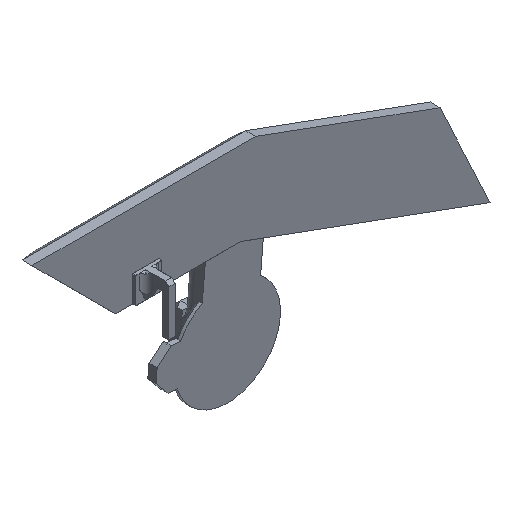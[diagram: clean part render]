
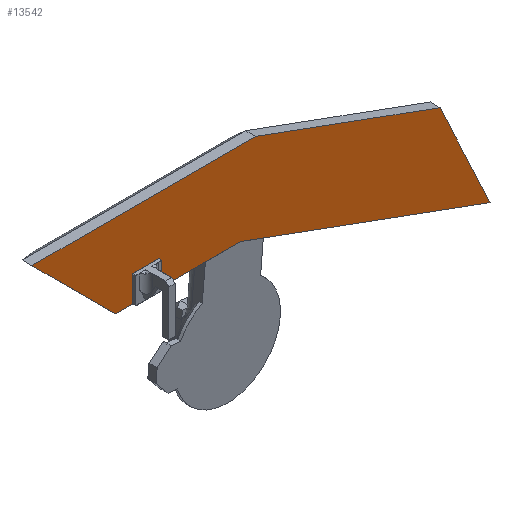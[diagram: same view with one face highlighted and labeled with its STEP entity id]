
A CAD part, isometric view. The second image highlights one B-rep face of the part: STEP entity #13542.
In plain terms, the highlighted planar face has unit normal (0, -1, 0).
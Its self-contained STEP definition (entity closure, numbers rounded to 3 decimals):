
#32 = ORIENTED_EDGE ( 'NONE', *, *, #13189, .F. ) ;
#173 = ORIENTED_EDGE ( 'NONE', *, *, #2220, .F. ) ;
#868 = PLANE ( 'NONE',  #8101 ) ;
#1727 = CARTESIAN_POINT ( 'NONE',  ( -339.087, -15., 0. ) ) ;
#1837 = CARTESIAN_POINT ( 'NONE',  ( -202.387, -15., -126.7 ) ) ;
#2220 = EDGE_CURVE ( 'NONE', #2431, #11476, #11095, .T. ) ;
#2278 = VECTOR ( 'NONE', #8266, 1000. ) ;
#2280 = CARTESIAN_POINT ( 'NONE',  ( 0., -15., 0. ) ) ;
#2431 = VERTEX_POINT ( 'NONE', #7974 ) ;
#2476 = CARTESIAN_POINT ( 'NONE',  ( -212.387, -15., -126.7 ) ) ;
#2525 = LINE ( 'NONE', #9037, #7155 ) ;
#2694 = VERTEX_POINT ( 'NONE', #1727 ) ;
#2742 = DIRECTION ( 'NONE',  ( 0., 1., 0. ) ) ;
#2780 = VERTEX_POINT ( 'NONE', #3540 ) ;
#2975 = LINE ( 'NONE', #5488, #2278 ) ;
#3157 = EDGE_CURVE ( 'NONE', #13784, #2780, #3519, .T. ) ;
#3519 = LINE ( 'NONE', #4982, #13678 ) ;
#3540 = CARTESIAN_POINT ( 'NONE',  ( 355.076, -15., -264.391 ) ) ;
#3831 = DIRECTION ( 'NONE',  ( -0.707, 0., 0.707 ) ) ;
#4048 = DIRECTION ( 'NONE',  ( 0., 0., 1. ) ) ;
#4299 = CARTESIAN_POINT ( 'NONE',  ( 279.467, -15., -101.944 ) ) ;
#4982 = CARTESIAN_POINT ( 'NONE',  ( 355.076, -15., -264.391 ) ) ;
#5362 = VECTOR ( 'NONE', #16319, 1000. ) ;
#5488 = CARTESIAN_POINT ( 'NONE',  ( 355.076, -15., -264.391 ) ) ;
#5490 = ORIENTED_EDGE ( 'NONE', *, *, #9197, .F. ) ;
#5683 = DIRECTION ( 'NONE',  ( 0.939, 0., -0.343 ) ) ;
#6281 = DIRECTION ( 'NONE',  ( 0.422, 0., -0.907 ) ) ;
#6358 = VERTEX_POINT ( 'NONE', #13863 ) ;
#6570 = ORIENTED_EDGE ( 'NONE', *, *, #11745, .F. ) ;
#7155 = VECTOR ( 'NONE', #3831, 1000. ) ;
#7218 = EDGE_CURVE ( 'NONE', #6358, #13784, #16183, .T. ) ;
#7458 = CARTESIAN_POINT ( 'NONE',  ( 0., -15., 0. ) ) ;
#7541 = VECTOR ( 'NONE', #12679, 1000. ) ;
#7974 = CARTESIAN_POINT ( 'NONE',  ( -22.387, -15., -126.7 ) ) ;
#8101 = AXIS2_PLACEMENT_3D ( 'NONE', #7458, #2742, #4048 ) ;
#8266 = DIRECTION ( 'NONE',  ( -0.939, 0., 0.343 ) ) ;
#8708 = LINE ( 'NONE', #2280, #7541 ) ;
#9037 = CARTESIAN_POINT ( 'NONE',  ( -212.387, -15., -126.7 ) ) ;
#9197 = EDGE_CURVE ( 'NONE', #11476, #2694, #2525, .T. ) ;
#10377 = ORIENTED_EDGE ( 'NONE', *, *, #7218, .F. ) ;
#10737 = EDGE_LOOP ( 'NONE', ( #10377, #6570, #5490, #173, #32, #16652 ) ) ;
#11095 = LINE ( 'NONE', #1837, #5362 ) ;
#11476 = VERTEX_POINT ( 'NONE', #2476 ) ;
#11745 = EDGE_CURVE ( 'NONE', #2694, #6358, #8708, .T. ) ;
#12356 = CARTESIAN_POINT ( 'NONE',  ( 279.467, -15., -101.944 ) ) ;
#12679 = DIRECTION ( 'NONE',  ( 1., 0., 0. ) ) ;
#13189 = EDGE_CURVE ( 'NONE', #2780, #2431, #2975, .T. ) ;
#13542 = ADVANCED_FACE ( 'NONE', ( #16737 ), #868, .F. ) ;
#13678 = VECTOR ( 'NONE', #6281, 1000. ) ;
#13784 = VERTEX_POINT ( 'NONE', #12356 ) ;
#13863 = CARTESIAN_POINT ( 'NONE',  ( 0., -15., 0. ) ) ;
#16169 = VECTOR ( 'NONE', #5683, 1000. ) ;
#16183 = LINE ( 'NONE', #4299, #16169 ) ;
#16319 = DIRECTION ( 'NONE',  ( -1., 0., 0. ) ) ;
#16652 = ORIENTED_EDGE ( 'NONE', *, *, #3157, .F. ) ;
#16737 = FACE_OUTER_BOUND ( 'NONE', #10737, .T. ) ;
